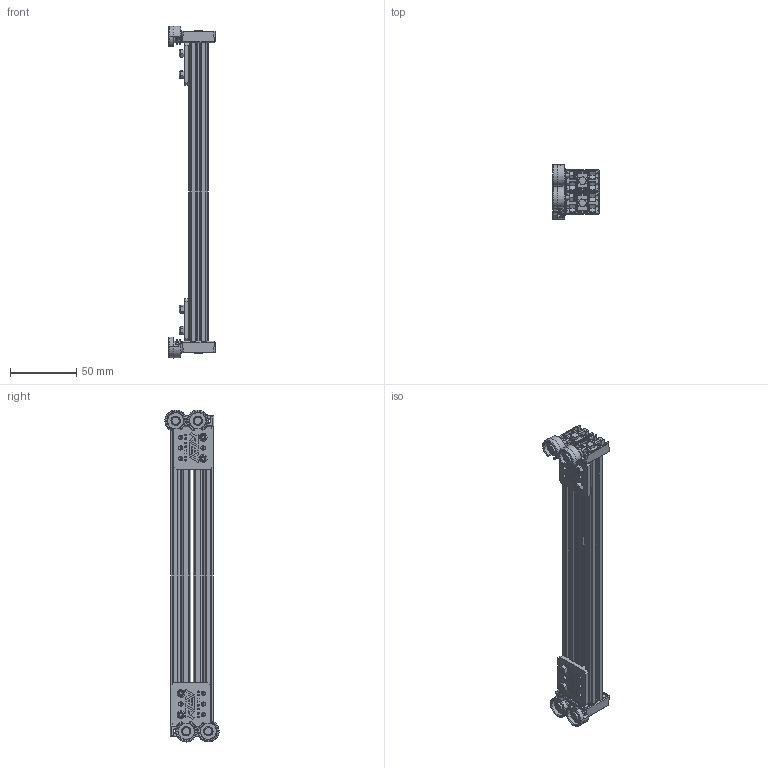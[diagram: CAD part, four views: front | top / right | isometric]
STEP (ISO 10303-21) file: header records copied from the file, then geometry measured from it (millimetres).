
FILE_DESCRIPTION (( 'STEP AP214' ), '1' );
FILE_NAME ('Linear Motion V2 Kit.STEP', '2018-05-07T21:04:12', ( '' ), ( '' ), 'SwSTEP 2.0', 'SolidWorks 2017', '' );
FILE_SCHEMA (( 'AUTOMOTIVE_DESIGN' ));
Length unit declared in the file: millimetre
Products named in the file (13): REV-41-1368; REV-41-1359 Simple; REV-41-1431; hex nut style 1_am_B18.2.4.1M - Hex nut, Style 1,  M3 x 0.5 --D-N; Linear Motion V2 Kit; REV-41-1511 V2; M3 x 8mm low profile socket; single stage; REV-41-1361 Simple; REV-41-1520; REV-41-1519; REV-41-1360 Simple; REV-41-1512 V2
Assembly tree (39 placements, depth 3):
  Linear Motion V2 Kit
    single stage  x2
      REV-41-1431
      REV-41-1511 V2
      REV-41-1512 V2
      REV-41-1519
      REV-41-1520
      REV-41-1368
    REV-41-1359 Simple  x4
    REV-41-1361 Simple  x8
    REV-41-1360 Simple  x8
    M3 x 8mm low profile socket  x4
    hex nut style 1_am_B18.2.4.1M - Hex nut, Style 1,  M3 x 0.5 --D-N  x4
Bounding box: 35.02 x 40.89 x 250.24 mm (x, y, z)
Volume: 64388.3 mm3; surface area: 94327.1 mm2
Topology: 46 solids, 46 shells, 4160 faces, 10596 edges, 6484 vertices
Faces by surface type: plane 1570, cylinder 1280, bspline 598, cone 440, torus 168, sphere 104
Entity records: 45184 total; most frequent: CARTESIAN_POINT 14718, ORIENTED_EDGE 6730, DIRECTION 5736, EDGE_CURVE 3365, VERTEX_POINT 2103, AXIS2_PLACEMENT_3D 2003, LINE 1730, VECTOR 1730
